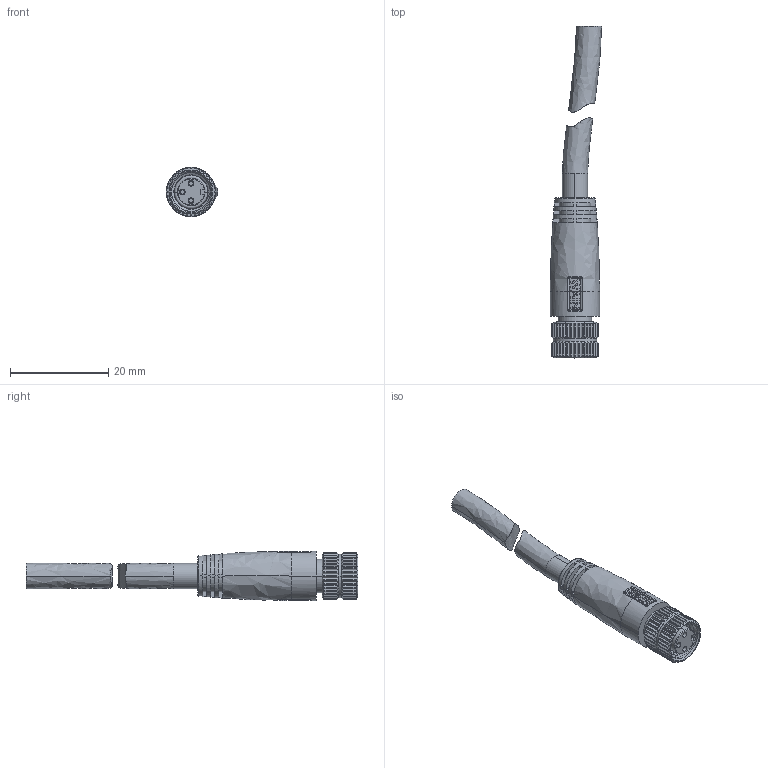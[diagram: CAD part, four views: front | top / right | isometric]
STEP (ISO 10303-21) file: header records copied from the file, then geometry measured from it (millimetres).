
FILE_DESCRIPTION((''),'2;1');
FILE_NAME('PRT0001','2021-01-04T',('zh.su'),(''),'PRO/ENGINEER BY PARAMETRIC TECHNOLOGY CORPORATION, 2012480','PRO/ENGINEER BY PARAMETRIC TECHNOLOGY CORPORATION, 2012480','');
FILE_SCHEMA(('CONFIG_CONTROL_DESIGN'));
Length unit declared in the file: millimetre
Products named in the file (1): PRT0001
Bounding box: 10.41 x 67.41 x 10 mm (x, y, z)
Volume: 2692.1 mm3; surface area: 2439.2 mm2
Topology: 2 solids, 2 shells, 533 faces, 1442 edges, 945 vertices
Faces by surface type: plane 298, cylinder 136, bspline 48, cone 28, torus 21, extrusion 2
Entity records: 21304 total; most frequent: CARTESIAN_POINT 9042, ORIENTED_EDGE 2884, DIRECTION 2059, EDGE_CURVE 1442, VERTEX_POINT 945, AXIS2_PLACEMENT_3D 778, B_SPLINE_CURVE_WITH_KNOTS 648, EDGE_LOOP 565
